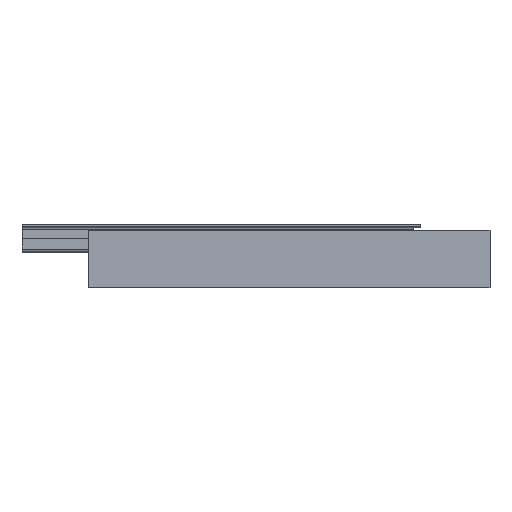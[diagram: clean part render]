
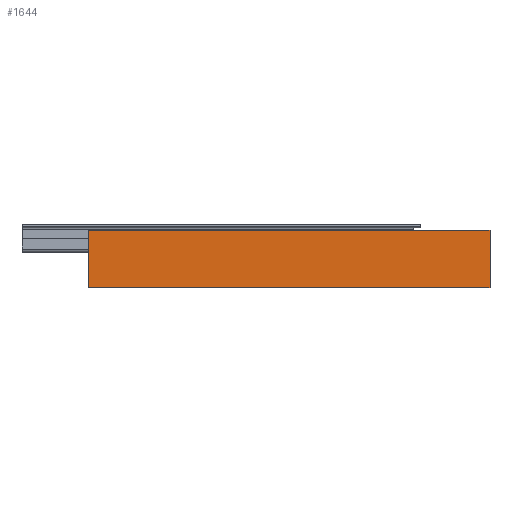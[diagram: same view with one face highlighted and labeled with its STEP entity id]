
A CAD part, front view. The second image highlights one B-rep face of the part: STEP entity #1644.
In plain terms, the highlighted planar face has unit normal (0, -1, 0).
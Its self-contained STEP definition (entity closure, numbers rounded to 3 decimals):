
#13 = CARTESIAN_POINT ( 'NONE',  ( 265., 0., 38. ) ) ;
#311 = EDGE_CURVE ( 'NONE', #3368, #1083, #2839, .T. ) ;
#477 = VECTOR ( 'NONE', #2715, 1000. ) ;
#498 = DIRECTION ( 'NONE',  ( -1., 0., 0. ) ) ;
#629 = DIRECTION ( 'NONE',  ( -1., 0., 0. ) ) ;
#697 = ORIENTED_EDGE ( 'NONE', *, *, #2441, .T. ) ;
#778 = VERTEX_POINT ( 'NONE', #5589 ) ;
#1069 = CARTESIAN_POINT ( 'NONE',  ( 265., 0., 38. ) ) ;
#1083 = VERTEX_POINT ( 'NONE', #3458 ) ;
#1644 = ADVANCED_FACE ( 'NONE', ( #5655 ), #2487, .F. ) ;
#1914 = EDGE_LOOP ( 'NONE', ( #4497, #3327, #5292, #697 ) ) ;
#2441 = EDGE_CURVE ( 'NONE', #778, #3368, #5249, .T. ) ;
#2487 = PLANE ( 'NONE',  #5251 ) ;
#2586 = VERTEX_POINT ( 'NONE', #3865 ) ;
#2673 = EDGE_CURVE ( 'NONE', #2586, #1083, #6129, .T. ) ;
#2715 = DIRECTION ( 'NONE',  ( 0., 0., -1. ) ) ;
#2839 = LINE ( 'NONE', #6516, #3250 ) ;
#2937 = VECTOR ( 'NONE', #629, 1000. ) ;
#2958 = CARTESIAN_POINT ( 'NONE',  ( 265., 0., 0. ) ) ;
#3250 = VECTOR ( 'NONE', #4906, 1000. ) ;
#3277 = EDGE_CURVE ( 'NONE', #778, #2586, #4353, .T. ) ;
#3327 = ORIENTED_EDGE ( 'NONE', *, *, #2673, .F. ) ;
#3368 = VERTEX_POINT ( 'NONE', #6512 ) ;
#3458 = CARTESIAN_POINT ( 'NONE',  ( 0., 0., 0. ) ) ;
#3865 = CARTESIAN_POINT ( 'NONE',  ( 265., 0., 0. ) ) ;
#4078 = DIRECTION ( 'NONE',  ( 0., 1., 0. ) ) ;
#4353 = LINE ( 'NONE', #5295, #477 ) ;
#4497 = ORIENTED_EDGE ( 'NONE', *, *, #311, .T. ) ;
#4619 = VECTOR ( 'NONE', #498, 1000. ) ;
#4656 = DIRECTION ( 'NONE',  ( 0., 0., 1. ) ) ;
#4906 = DIRECTION ( 'NONE',  ( 0., 0., -1. ) ) ;
#5249 = LINE ( 'NONE', #1069, #2937 ) ;
#5251 = AXIS2_PLACEMENT_3D ( 'NONE', #13, #4078, #4656 ) ;
#5292 = ORIENTED_EDGE ( 'NONE', *, *, #3277, .F. ) ;
#5295 = CARTESIAN_POINT ( 'NONE',  ( 265., 0., 38. ) ) ;
#5589 = CARTESIAN_POINT ( 'NONE',  ( 265., 0., 38. ) ) ;
#5655 = FACE_OUTER_BOUND ( 'NONE', #1914, .T. ) ;
#6129 = LINE ( 'NONE', #2958, #4619 ) ;
#6512 = CARTESIAN_POINT ( 'NONE',  ( 0., 0., 38. ) ) ;
#6516 = CARTESIAN_POINT ( 'NONE',  ( 0., 0., 38. ) ) ;
